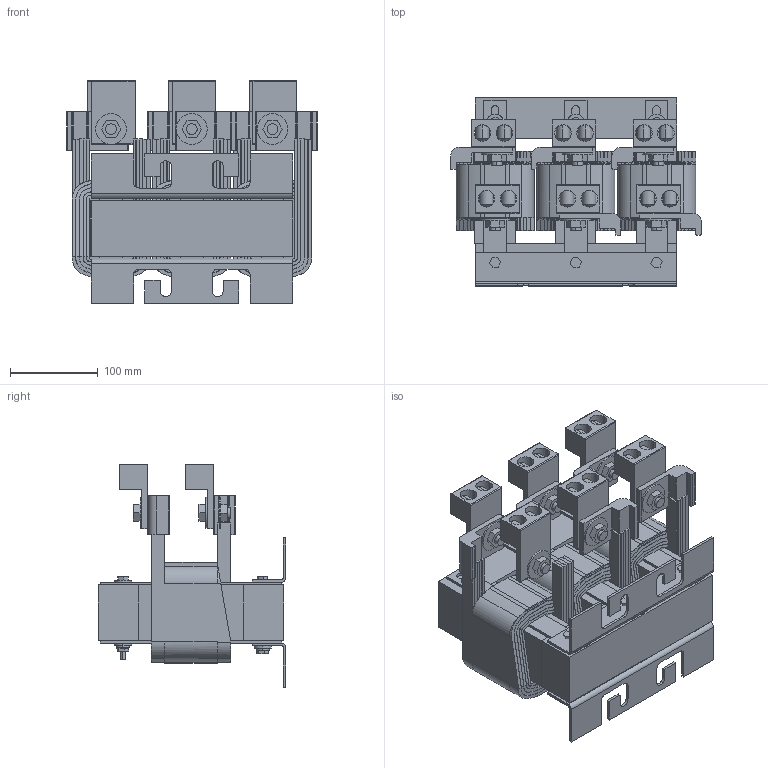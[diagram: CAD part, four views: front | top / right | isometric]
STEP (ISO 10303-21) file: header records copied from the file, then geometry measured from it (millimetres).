
FILE_DESCRIPTION (( 'STEP AP214' ), '1' );
FILE_NAME ('LR-4300.STEP', '2012-03-05T17:11:33', ( ' ' ), ( ' ' ), 'SwSTEP 2.0', 'SolidWorks 2011', '' );
FILE_SCHEMA (( 'AUTOMOTIVE_DESIGN' ));
Length unit declared in the file: millimetre
Products named in the file (1): LR-4300
Bounding box: 285.26 x 213.6 x 253.32 mm (x, y, z)
Volume: 5239353.9 mm3; surface area: 932101.1 mm2
Topology: 57 solids, 57 shells, 1973 faces, 5301 edges, 3484 vertices
Faces by surface type: plane 1066, cylinder 883, cone 24
Entity records: 77981 total; most frequent: CARTESIAN_POINT 12868, ORIENTED_EDGE 10602, DIRECTION 10580, EDGE_CURVE 5301, AXIS2_PLACEMENT_3D 3620, VERTEX_POINT 3484, VECTOR 3340, LINE 3340
